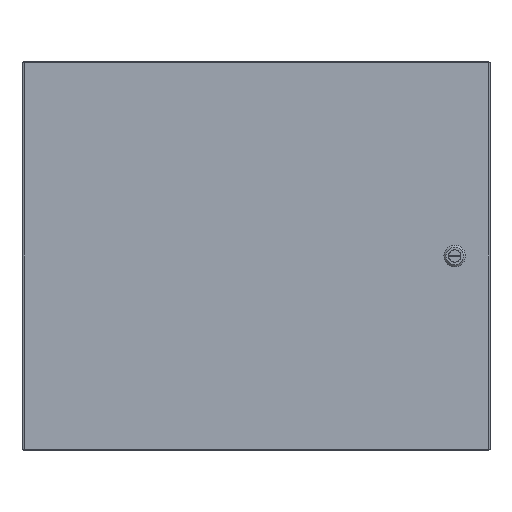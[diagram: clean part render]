
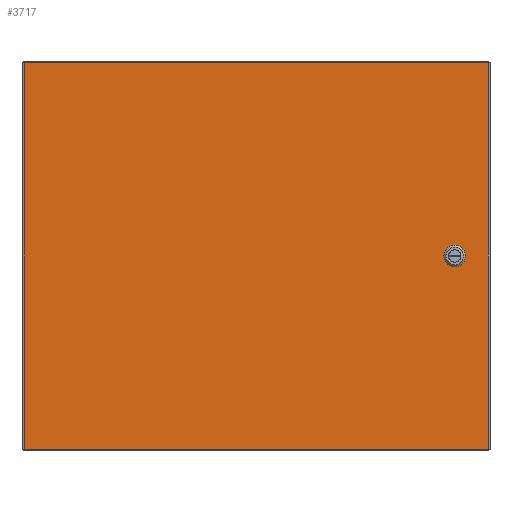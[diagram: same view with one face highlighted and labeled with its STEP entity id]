
A CAD part, front view. The second image highlights one B-rep face of the part: STEP entity #3717.
In plain terms, the highlighted planar face has unit normal (0, -1, 0).
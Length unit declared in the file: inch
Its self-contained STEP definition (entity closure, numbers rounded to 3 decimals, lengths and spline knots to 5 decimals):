
#104 = VECTOR ( 'NONE', #8624, 39.37008 ) ;
#268 = CARTESIAN_POINT ( 'NONE',  ( -11.896, -10.821, -9.8985 ) ) ;
#580 = DIRECTION ( 'NONE',  ( 0., 0., -1. ) ) ;
#668 = VERTEX_POINT ( 'NONE', #21966 ) ;
#785 = VECTOR ( 'NONE', #6963, 39.37008 ) ;
#963 = LINE ( 'NONE', #4308, #2766 ) ;
#1058 = ORIENTED_EDGE ( 'NONE', *, *, #6566, .T. ) ;
#1767 = LINE ( 'NONE', #13627, #9196 ) ;
#2054 = VECTOR ( 'NONE', #14933, 39.37008 ) ;
#2083 = AXIS2_PLACEMENT_3D ( 'NONE', #268, #7034, #13794 ) ;
#2421 = VECTOR ( 'NONE', #14259, 39.37008 ) ;
#2722 = ORIENTED_EDGE ( 'NONE', *, *, #10800, .T. ) ;
#2766 = VECTOR ( 'NONE', #16371, 39.37008 ) ;
#3081 = ORIENTED_EDGE ( 'NONE', *, *, #18078, .T. ) ;
#3141 = CARTESIAN_POINT ( 'NONE',  ( 11.901, -10.821, -9.8985 ) ) ;
#3239 = CARTESIAN_POINT ( 'NONE',  ( 9.96, -10.821, 0.3955 ) ) ;
#3420 = CARTESIAN_POINT ( 'NONE',  ( 9.7955, -10.821, -0.231 ) ) ;
#3717 = ADVANCED_FACE ( 'NONE', ( #4062, #19023 ), #10815, .T. ) ;
#3743 = DIRECTION ( 'NONE',  ( 0., 0., 1. ) ) ;
#4036 = CARTESIAN_POINT ( 'NONE',  ( 11.901, -10.821, -9.8985 ) ) ;
#4042 = CARTESIAN_POINT ( 'NONE',  ( 10.5865, -10.821, -0.231 ) ) ;
#4062 = FACE_OUTER_BOUND ( 'NONE', #13698, .T. ) ;
#4142 = LINE ( 'NONE', #10890, #17197 ) ;
#4308 = CARTESIAN_POINT ( 'NONE',  ( 10.5865, -10.821, -0.231 ) ) ;
#4311 = CARTESIAN_POINT ( 'NONE',  ( 9.7955, -10.821, 0.231 ) ) ;
#4396 = VECTOR ( 'NONE', #580, 39.37008 ) ;
#4688 = VERTEX_POINT ( 'NONE', #3141 ) ;
#4971 = CARTESIAN_POINT ( 'NONE',  ( 10.422, -10.821, 0.3955 ) ) ;
#5166 = EDGE_CURVE ( 'NONE', #10330, #19679, #10738, .T. ) ;
#5192 = LINE ( 'NONE', #10283, #104 ) ;
#5668 = VERTEX_POINT ( 'NONE', #3239 ) ;
#5791 = ORIENTED_EDGE ( 'NONE', *, *, #7492, .T. ) ;
#5807 = LINE ( 'NONE', #4036, #8983 ) ;
#5922 = ORIENTED_EDGE ( 'NONE', *, *, #8535, .T. ) ;
#5953 = VERTEX_POINT ( 'NONE', #19755 ) ;
#6067 = CARTESIAN_POINT ( 'NONE',  ( 10.5865, -10.821, 0.231 ) ) ;
#6140 = ORIENTED_EDGE ( 'NONE', *, *, #6803, .T. ) ;
#6366 = CARTESIAN_POINT ( 'NONE',  ( -11.896, -10.821, -9.8985 ) ) ;
#6566 = EDGE_CURVE ( 'NONE', #5668, #12404, #8172, .T. ) ;
#6803 = EDGE_CURVE ( 'NONE', #17595, #10330, #17934, .T. ) ;
#6915 = VERTEX_POINT ( 'NONE', #6067 ) ;
#6963 = DIRECTION ( 'NONE',  ( 0., 0., -1. ) ) ;
#7034 = DIRECTION ( 'NONE',  ( 0., -1., 0. ) ) ;
#7457 = DIRECTION ( 'NONE',  ( 0., 0., 1. ) ) ;
#7492 = EDGE_CURVE ( 'NONE', #5953, #668, #963, .T. ) ;
#8075 = CARTESIAN_POINT ( 'NONE',  ( -11.896, -10.821, 9.8985 ) ) ;
#8172 = LINE ( 'NONE', #4971, #2054 ) ;
#8535 = EDGE_CURVE ( 'NONE', #668, #20680, #20426, .T. ) ;
#8575 = CARTESIAN_POINT ( 'NONE',  ( -11.896, -10.821, -9.8985 ) ) ;
#8611 = ORIENTED_EDGE ( 'NONE', *, *, #8808, .T. ) ;
#8624 = DIRECTION ( 'NONE',  ( -0.707, 0., 0.707 ) ) ;
#8808 = EDGE_CURVE ( 'NONE', #17090, #17175, #21750, .T. ) ;
#8983 = VECTOR ( 'NONE', #7457, 39.37008 ) ;
#9150 = CARTESIAN_POINT ( 'NONE',  ( 11.901, -10.821, 9.8985 ) ) ;
#9174 = ORIENTED_EDGE ( 'NONE', *, *, #20916, .T. ) ;
#9196 = VECTOR ( 'NONE', #17174, 39.37008 ) ;
#10169 = ORIENTED_EDGE ( 'NONE', *, *, #14451, .T. ) ;
#10283 = CARTESIAN_POINT ( 'NONE',  ( 9.7955, -10.821, -0.231 ) ) ;
#10325 = DIRECTION ( 'NONE',  ( -1., 0., 0. ) ) ;
#10330 = VERTEX_POINT ( 'NONE', #8075 ) ;
#10738 = LINE ( 'NONE', #10853, #785 ) ;
#10800 = EDGE_CURVE ( 'NONE', #12404, #6915, #4142, .T. ) ;
#10815 = PLANE ( 'NONE',  #2083 ) ;
#10853 = CARTESIAN_POINT ( 'NONE',  ( -11.896, -10.821, -9.8985 ) ) ;
#10890 = CARTESIAN_POINT ( 'NONE',  ( 10.422, -10.821, 0.3955 ) ) ;
#11469 = EDGE_LOOP ( 'NONE', ( #8611, #10169, #1058, #2722, #9174, #5791, #5922, #14566 ) ) ;
#11880 = CARTESIAN_POINT ( 'NONE',  ( 9.96, -10.821, -0.3955 ) ) ;
#11902 = DIRECTION ( 'NONE',  ( 1., 0., 0. ) ) ;
#12356 = CARTESIAN_POINT ( 'NONE',  ( 9.96, -10.821, -0.3955 ) ) ;
#12404 = VERTEX_POINT ( 'NONE', #16356 ) ;
#12526 = EDGE_CURVE ( 'NONE', #19679, #4688, #16788, .T. ) ;
#13031 = CARTESIAN_POINT ( 'NONE',  ( -11.896, -10.821, 9.8985 ) ) ;
#13627 = CARTESIAN_POINT ( 'NONE',  ( 9.96, -10.821, 0.3955 ) ) ;
#13698 = EDGE_LOOP ( 'NONE', ( #3081, #6140, #19152, #16675 ) ) ;
#13794 = DIRECTION ( 'NONE',  ( 0., 0., -1. ) ) ;
#14259 = DIRECTION ( 'NONE',  ( -1., 0., 0. ) ) ;
#14451 = EDGE_CURVE ( 'NONE', #17175, #5668, #1767, .T. ) ;
#14566 = ORIENTED_EDGE ( 'NONE', *, *, #16184, .T. ) ;
#14933 = DIRECTION ( 'NONE',  ( 1., 0., 0. ) ) ;
#16184 = EDGE_CURVE ( 'NONE', #20680, #17090, #5192, .T. ) ;
#16356 = CARTESIAN_POINT ( 'NONE',  ( 10.422, -10.821, 0.3955 ) ) ;
#16371 = DIRECTION ( 'NONE',  ( -0.707, 0., -0.707 ) ) ;
#16675 = ORIENTED_EDGE ( 'NONE', *, *, #12526, .T. ) ;
#16788 = LINE ( 'NONE', #8575, #21632 ) ;
#16838 = VECTOR ( 'NONE', #10325, 39.37008 ) ;
#17090 = VERTEX_POINT ( 'NONE', #3420 ) ;
#17174 = DIRECTION ( 'NONE',  ( 0.707, 0., 0.707 ) ) ;
#17175 = VERTEX_POINT ( 'NONE', #4311 ) ;
#17197 = VECTOR ( 'NONE', #17654, 39.37008 ) ;
#17558 = LINE ( 'NONE', #4042, #4396 ) ;
#17595 = VERTEX_POINT ( 'NONE', #9150 ) ;
#17654 = DIRECTION ( 'NONE',  ( 0.707, 0., -0.707 ) ) ;
#17934 = LINE ( 'NONE', #13031, #2421 ) ;
#18078 = EDGE_CURVE ( 'NONE', #4688, #17595, #5807, .T. ) ;
#18929 = CARTESIAN_POINT ( 'NONE',  ( 9.7955, -10.821, 0.231 ) ) ;
#19023 = FACE_BOUND ( 'NONE', #11469, .T. ) ;
#19152 = ORIENTED_EDGE ( 'NONE', *, *, #5166, .T. ) ;
#19364 = VECTOR ( 'NONE', #3743, 39.37008 ) ;
#19679 = VERTEX_POINT ( 'NONE', #6366 ) ;
#19755 = CARTESIAN_POINT ( 'NONE',  ( 10.5865, -10.821, -0.231 ) ) ;
#20426 = LINE ( 'NONE', #11880, #16838 ) ;
#20680 = VERTEX_POINT ( 'NONE', #12356 ) ;
#20916 = EDGE_CURVE ( 'NONE', #6915, #5953, #17558, .T. ) ;
#21632 = VECTOR ( 'NONE', #11902, 39.37008 ) ;
#21750 = LINE ( 'NONE', #18929, #19364 ) ;
#21966 = CARTESIAN_POINT ( 'NONE',  ( 10.422, -10.821, -0.3955 ) ) ;
